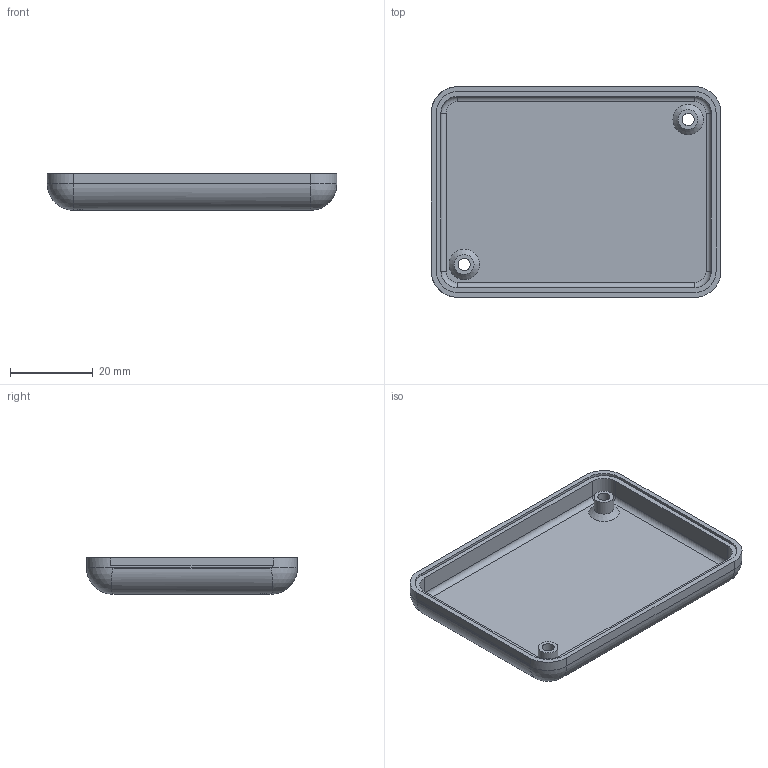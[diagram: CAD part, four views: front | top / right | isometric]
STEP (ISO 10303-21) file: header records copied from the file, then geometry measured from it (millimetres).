
FILE_DESCRIPTION(/* description */ (''),/* implementation_level */ '2;1');
FILE_NAME(/* name */ 'Samantha_Case_Bottom.ipt.stp',/* time_stamp */ '2014-12-18T17:44:40-08:00',/* author */ ('Autodesk Inc.'),/* organization */ (''),/* preprocessor_version */ 'ST-DEVELOPER v15.6',/* originating_system */ 'Autodesk Inventor 2015',/* authorisation */ '');
FILE_SCHEMA (('AUTOMOTIVE_DESIGN { 1 0 10303 214 3 1 1 }'));
Length unit declared in the file: millimetre
Products named in the file (1): Samantha_Case_Bottom
Bounding box: 69.79 x 50.8 x 8.76 mm (x, y, z)
Volume: 9767.8 mm3; surface area: 9901.9 mm2
Topology: 1 solids, 1 shells, 70 faces, 184 edges, 116 vertices
Faces by surface type: cylinder 33, plane 19, torus 10, cone 4, sphere 4
Full cylindrical faces by diameter (mm): 2.921 x2, 4.775 x2, 5.715 x2
Entity records: 3247 total; most frequent: CARTESIAN_POINT 1505, DIRECTION 352, ORIENTED_EDGE 324, EDGE_CURVE 162, AXIS2_PLACEMENT_3D 140, VERTEX_POINT 106, EDGE_LOOP 86, LINE 72
